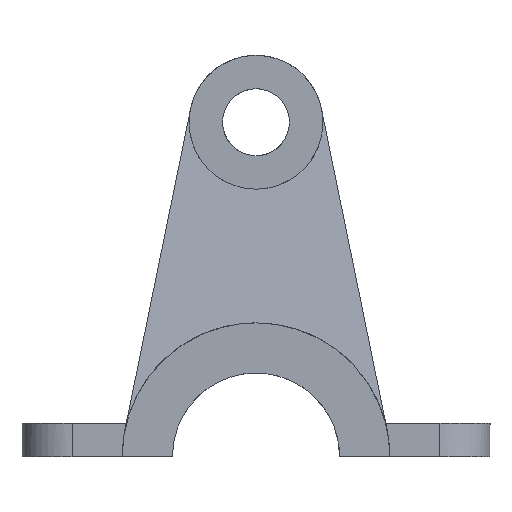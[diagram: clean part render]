
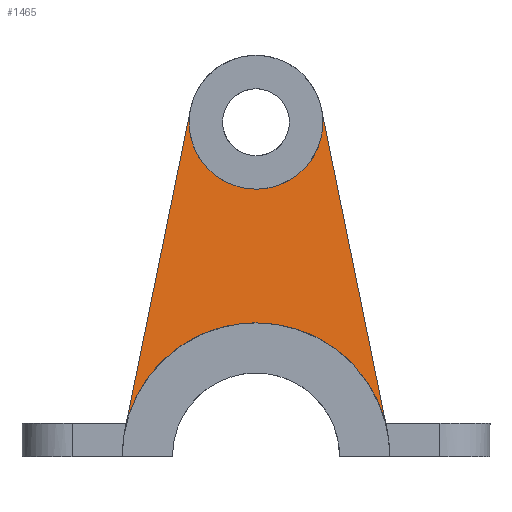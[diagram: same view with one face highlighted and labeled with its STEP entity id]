
A CAD part, left-side view. The second image highlights one B-rep face of the part: STEP entity #1465.
In plain terms, the highlighted free-form (B-spline) face has degree [1, 1] with [2, 2] control points.
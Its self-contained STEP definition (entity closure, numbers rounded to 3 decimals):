
#66 = VERTEX_POINT('',#67);
#67 = CARTESIAN_POINT('',(-32.348,22.78,
    119.389));
#72 = EDGE_CURVE('',#73,#66,#75,.T.);
#73 = VERTEX_POINT('',#74);
#74 = CARTESIAN_POINT('',(-35.742,0.,
    92.422));
#75 = B_SPLINE_CURVE_WITH_KNOTS('',3,(#76,#77,#78,#79,#80,#81,#82,#83,
    #84,#85,#86,#87,#88,#89,#90,#91,#92,#93,#94,#95,#96,#97),
  .UNSPECIFIED.,.F.,.F.,(4,1,1,1,1,1,1,1,1,1,1,1,1,1,1,1,1,1,1,4),(0.,
    0.053,0.105,0.158,0.211,
    0.263,0.316,0.368,0.421,
    0.474,0.526,0.579,0.632,
    0.684,0.737,0.789,0.842,
    0.895,0.947,1.),.UNSPECIFIED.);
#76 = CARTESIAN_POINT('',(-35.742,0.,
    92.422));
#77 = CARTESIAN_POINT('',(-35.742,0.703,92.422
    ));
#78 = CARTESIAN_POINT('',(-35.734,2.103,92.485
    ));
#79 = CARTESIAN_POINT('',(-35.698,4.19,92.772
    ));
#80 = CARTESIAN_POINT('',(-35.638,6.241,93.247)
  );
#81 = CARTESIAN_POINT('',(-35.555,8.241,93.907
    ));
#82 = CARTESIAN_POINT('',(-35.449,10.175,
    94.747));
#83 = CARTESIAN_POINT('',(-35.322,12.025,95.76
    ));
#84 = CARTESIAN_POINT('',(-35.173,13.778,
    96.939));
#85 = CARTESIAN_POINT('',(-35.005,15.417,
    98.274));
#86 = CARTESIAN_POINT('',(-34.819,16.927,
    99.753));
#87 = CARTESIAN_POINT('',(-34.616,18.3,
    101.368));
#88 = CARTESIAN_POINT('',(-34.398,19.517,103.1
    ));
#89 = CARTESIAN_POINT('',(-34.166,20.574,104.941
    ));
#90 = CARTESIAN_POINT('',(-33.923,21.457,106.87
    ));
#91 = CARTESIAN_POINT('',(-33.671,22.161,
    108.876));
#92 = CARTESIAN_POINT('',(-33.412,22.678,
    110.935));
#93 = CARTESIAN_POINT('',(-33.147,23.004,113.037
    ));
#94 = CARTESIAN_POINT('',(-32.88,23.135,
    115.158));
#95 = CARTESIAN_POINT('',(-32.612,23.071,
    117.286));
#96 = CARTESIAN_POINT('',(-32.436,22.899,
    118.689));
#97 = CARTESIAN_POINT('',(-32.348,22.78,
    119.389));
#350 = EDGE_CURVE('',#73,#351,#353,.T.);
#351 = VERTEX_POINT('',#352);
#352 = CARTESIAN_POINT('',(-32.348,-22.78,
    119.389));
#353 = B_SPLINE_CURVE_WITH_KNOTS('',3,(#354,#355,#356,#357,#358,#359,
    #360,#361,#362,#363,#364,#365,#366,#367,#368,#369,#370,#371,#372,
    #373,#374,#375),.UNSPECIFIED.,.F.,.F.,(4,1,1,1,1,1,1,1,1,1,1,1,1,1,1
    ,1,1,1,1,4),(0.,0.053,0.105,0.158,
    0.211,0.263,0.316,0.368,
    0.421,0.474,0.526,0.579,
    0.632,0.684,0.737,0.789,
    0.842,0.895,0.947,1.),.UNSPECIFIED.);
#354 = CARTESIAN_POINT('',(-35.742,0.,
    92.422));
#355 = CARTESIAN_POINT('',(-35.742,-0.702,
    92.422));
#356 = CARTESIAN_POINT('',(-35.734,-2.101,
    92.485));
#357 = CARTESIAN_POINT('',(-35.698,-4.187,92.772
    ));
#358 = CARTESIAN_POINT('',(-35.638,-6.239,
    93.247));
#359 = CARTESIAN_POINT('',(-35.555,-8.238,
    93.906));
#360 = CARTESIAN_POINT('',(-35.449,-10.172,
    94.745));
#361 = CARTESIAN_POINT('',(-35.322,-12.022,
    95.758));
#362 = CARTESIAN_POINT('',(-35.174,-13.774,
    96.936));
#363 = CARTESIAN_POINT('',(-35.006,-15.413,
    98.27));
#364 = CARTESIAN_POINT('',(-34.819,-16.925,
    99.751));
#365 = CARTESIAN_POINT('',(-34.616,-18.296,
    101.363));
#366 = CARTESIAN_POINT('',(-34.398,-19.516,
    103.098));
#367 = CARTESIAN_POINT('',(-34.167,-20.572,
    104.937));
#368 = CARTESIAN_POINT('',(-33.924,-21.457,
    106.868));
#369 = CARTESIAN_POINT('',(-33.671,-22.16,
    108.872));
#370 = CARTESIAN_POINT('',(-33.412,-22.678,
    110.934));
#371 = CARTESIAN_POINT('',(-33.147,-23.003,
    113.035));
#372 = CARTESIAN_POINT('',(-32.88,-23.135,
    115.158));
#373 = CARTESIAN_POINT('',(-32.612,-23.071,
    117.285));
#374 = CARTESIAN_POINT('',(-32.436,-22.899,118.689
    ));
#375 = CARTESIAN_POINT('',(-32.348,-22.78,
    119.389));
#608 = VERTEX_POINT('',#609);
#609 = CARTESIAN_POINT('',(-46.211,-45.276,9.247
    ));
#614 = EDGE_CURVE('',#615,#608,#617,.T.);
#615 = VERTEX_POINT('',#616);
#616 = CARTESIAN_POINT('',(-41.558,0.,
    46.211));
#617 = B_SPLINE_CURVE_WITH_KNOTS('',3,(#618,#619,#620,#621,#622,#623,
    #624,#625,#626),.UNSPECIFIED.,.F.,.F.,(4,1,1,1,1,1,4),(0.,0.125,0.25
    ,0.5,0.75,0.875,1.),.UNSPECIFIED.);
#618 = CARTESIAN_POINT('',(-41.558,0.,46.211));
#619 = CARTESIAN_POINT('',(-41.558,-3.156,46.211
    ));
#620 = CARTESIAN_POINT('',(-41.637,-8.951,
    45.585));
#621 = CARTESIAN_POINT('',(-42.011,-19.127,42.615
    ));
#622 = CARTESIAN_POINT('',(-42.801,-29.735,
    36.34));
#623 = CARTESIAN_POINT('',(-43.952,-37.976,
    27.194));
#624 = CARTESIAN_POINT('',(-45.129,-42.891,
    17.841));
#625 = CARTESIAN_POINT('',(-45.825,-44.649,
    12.316));
#626 = CARTESIAN_POINT('',(-46.211,-45.276,9.247
    ));
#628 = EDGE_CURVE('',#629,#615,#631,.T.);
#629 = VERTEX_POINT('',#630);
#630 = CARTESIAN_POINT('',(-46.211,45.276,9.247
    ));
#631 = B_SPLINE_CURVE_WITH_KNOTS('',3,(#632,#633,#634,#635,#636,#637,
    #638,#639,#640),.UNSPECIFIED.,.F.,.F.,(4,1,1,1,1,1,4),(0.,0.125,0.25
    ,0.5,0.75,0.875,1.),.UNSPECIFIED.);
#632 = CARTESIAN_POINT('',(-46.211,45.276,
    9.247));
#633 = CARTESIAN_POINT('',(-45.825,44.649,
    12.316));
#634 = CARTESIAN_POINT('',(-45.129,42.891,
    17.841));
#635 = CARTESIAN_POINT('',(-43.952,37.976,
    27.194));
#636 = CARTESIAN_POINT('',(-42.801,29.735,
    36.34));
#637 = CARTESIAN_POINT('',(-42.011,19.127,
    42.615));
#638 = CARTESIAN_POINT('',(-41.637,8.951,
    45.585));
#639 = CARTESIAN_POINT('',(-41.558,3.156,46.211
    ));
#640 = CARTESIAN_POINT('',(-41.558,0.,
    46.211));
#1456 = EDGE_CURVE('',#629,#66,#1457,.T.);
#1457 = B_SPLINE_CURVE_WITH_KNOTS('',1,(#1458,#1459),.UNSPECIFIED.,.F.,
  .F.,(2,2),(0.,98.044),.PIECEWISE_BEZIER_KNOTS.);
#1458 = CARTESIAN_POINT('',(-46.211,45.276,
    9.247));
#1459 = CARTESIAN_POINT('',(-32.348,22.78,
    119.389));
#1465 = ADVANCED_FACE('',(#1466),#1478,.T.);
#1466 = FACE_BOUND('',#1467,.F.);
#1467 = EDGE_LOOP('',(#1468,#1469,#1470,#1475,#1476,#1477));
#1468 = ORIENTED_EDGE('',*,*,#72,.F.);
#1469 = ORIENTED_EDGE('',*,*,#350,.T.);
#1470 = ORIENTED_EDGE('',*,*,#1471,.F.);
#1471 = EDGE_CURVE('',#608,#351,#1472,.T.);
#1472 = B_SPLINE_CURVE_WITH_KNOTS('',1,(#1473,#1474),.UNSPECIFIED.,.F.,
  .F.,(2,2),(0.,98.044),
  .PIECEWISE_BEZIER_KNOTS.);
#1473 = CARTESIAN_POINT('',(-46.211,-45.276,
    9.247));
#1474 = CARTESIAN_POINT('',(-32.348,-22.78,
    119.389));
#1475 = ORIENTED_EDGE('',*,*,#614,.F.);
#1476 = ORIENTED_EDGE('',*,*,#628,.F.);
#1477 = ORIENTED_EDGE('',*,*,#1456,.T.);
#1478 = B_SPLINE_SURFACE_WITH_KNOTS('',1,1,(
    (#1479,#1480)
    ,(#1481,#1482
    )),.UNSPECIFIED.,.F.,.F.,.F.,(2,2),(2,2),(-56.855,
    49.022),(-76.82,0.),
  .PIECEWISE_BEZIER_KNOTS.);
#1479 = CARTESIAN_POINT('',(-33.441,65.997,
    110.7));
#1480 = CARTESIAN_POINT('',(-31.24,-20.983,
    128.188));
#1481 = CARTESIAN_POINT('',(-48.412,41.704,
    -8.241));
#1482 = CARTESIAN_POINT('',(-46.211,-45.276,
    9.247));
